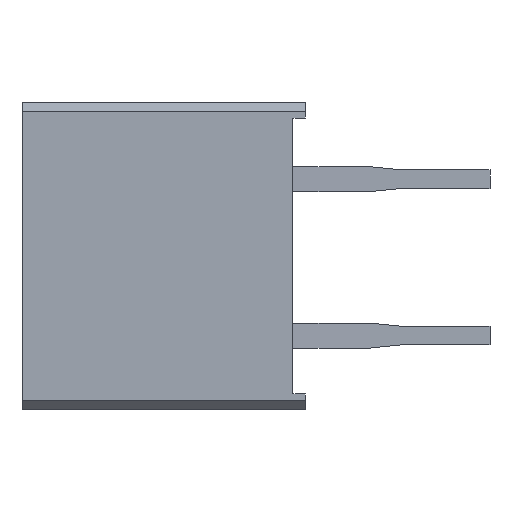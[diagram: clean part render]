
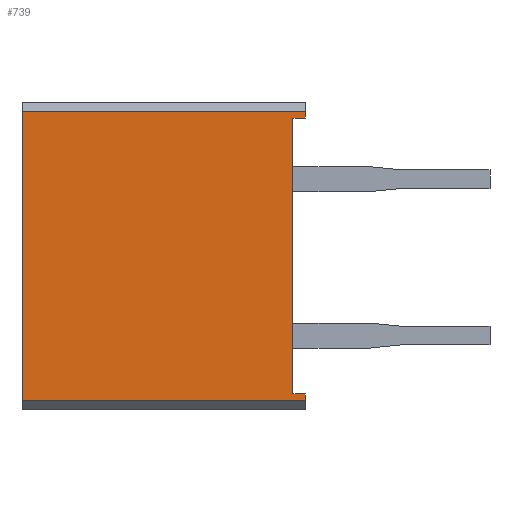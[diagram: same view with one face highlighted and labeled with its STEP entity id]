
A CAD part, left-side view. The second image highlights one B-rep face of the part: STEP entity #739.
In plain terms, the highlighted planar face has unit normal (-1, 0, 0).
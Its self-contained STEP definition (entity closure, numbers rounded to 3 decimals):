
#59=CARTESIAN_POINT('',(0.,0.,-4.74));
#60=VERTEX_POINT('',#59);
#70=CARTESIAN_POINT('',(0.,0.,-4.85));
#71=VERTEX_POINT('',#70);
#72=CARTESIAN_POINT('',(0.,0.,-4.74));
#73=CARTESIAN_POINT('',(0.,0.,-4.762));
#74=CARTESIAN_POINT('',(0.,0.,-4.784));
#75=CARTESIAN_POINT('',(0.,0.,-4.806));
#76=CARTESIAN_POINT('',(0.,0.,-4.828));
#77=CARTESIAN_POINT('',(0.,0.,-4.85));
#78=B_SPLINE_CURVE_WITH_KNOTS('',5,(#72,#73,#74,#75,#76,#77),.UNSPECIFIED.,.F.,.U.,(6,6),(0.,0.11),.UNSPECIFIED.);
#79=EDGE_CURVE('',#60,#71,#78,.T.);
#642=CARTESIAN_POINT('',(0.,0.2,-4.74));
#643=VERTEX_POINT('',#642);
#653=CARTESIAN_POINT('',(0.,0.2,-4.74));
#654=CARTESIAN_POINT('',(0.,0.16,-4.74));
#655=CARTESIAN_POINT('',(0.,0.12,-4.74));
#656=CARTESIAN_POINT('',(0.,0.08,-4.74));
#657=CARTESIAN_POINT('',(0.,0.04,-4.74));
#658=CARTESIAN_POINT('',(0.,0.,-4.74));
#659=B_SPLINE_CURVE_WITH_KNOTS('',5,(#653,#654,#655,#656,#657,#658),.UNSPECIFIED.,.F.,.U.,(6,6),(0.,0.2),.UNSPECIFIED.);
#660=EDGE_CURVE('',#643,#60,#659,.T.);
#666=CARTESIAN_POINT('',(0.,2.3,-2.5));
#667=DIRECTION('',(0.,0.,1.));
#668=DIRECTION('',(-1.,0.,0.));
#669=AXIS2_PLACEMENT_3D('',#666,#668,#667);
#670=PLANE('',#669);
#671=CARTESIAN_POINT('',(0.,4.6,-0.15));
#672=VERTEX_POINT('',#671);
#673=CARTESIAN_POINT('',(0.,4.6,-4.85));
#674=VERTEX_POINT('',#673);
#675=CARTESIAN_POINT('',(0.,4.6,-0.15));
#676=CARTESIAN_POINT('',(0.,4.6,-1.09));
#677=CARTESIAN_POINT('',(0.,4.6,-2.03));
#678=CARTESIAN_POINT('',(0.,4.6,-2.97));
#679=CARTESIAN_POINT('',(0.,4.6,-3.91));
#680=CARTESIAN_POINT('',(0.,4.6,-4.85));
#681=B_SPLINE_CURVE_WITH_KNOTS('',5,(#675,#676,#677,#678,#679,#680),.UNSPECIFIED.,.F.,.U.,(6,6),(0.,4.7),.UNSPECIFIED.);
#682=EDGE_CURVE('',#672,#674,#681,.T.);
#683=ORIENTED_EDGE('',*,*,#682,.T.);
#684=CARTESIAN_POINT('',(0.,4.6,-4.85));
#685=CARTESIAN_POINT('',(0.,3.68,-4.85));
#686=CARTESIAN_POINT('',(0.,2.76,-4.85));
#687=CARTESIAN_POINT('',(0.,1.84,-4.85));
#688=CARTESIAN_POINT('',(0.,0.92,-4.85));
#689=CARTESIAN_POINT('',(0.,0.,-4.85));
#690=B_SPLINE_CURVE_WITH_KNOTS('',5,(#684,#685,#686,#687,#688,#689),.UNSPECIFIED.,.F.,.U.,(6,6),(0.,4.6),.UNSPECIFIED.);
#691=EDGE_CURVE('',#674,#71,#690,.T.);
#692=ORIENTED_EDGE('',*,*,#691,.T.);
#693=ORIENTED_EDGE('',*,*,#79,.F.);
#694=ORIENTED_EDGE('',*,*,#660,.F.);
#695=CARTESIAN_POINT('',(0.,0.2,-0.26));
#696=VERTEX_POINT('',#695);
#697=CARTESIAN_POINT('',(0.,0.2,-4.74));
#698=CARTESIAN_POINT('',(0.,0.2,-3.844));
#699=CARTESIAN_POINT('',(0.,0.2,-2.948));
#700=CARTESIAN_POINT('',(0.,0.2,-2.052));
#701=CARTESIAN_POINT('',(0.,0.2,-1.156));
#702=CARTESIAN_POINT('',(0.,0.2,-0.26));
#703=B_SPLINE_CURVE_WITH_KNOTS('',5,(#697,#698,#699,#700,#701,#702),.UNSPECIFIED.,.F.,.U.,(6,6),(0.,4.48),.UNSPECIFIED.);
#704=EDGE_CURVE('',#643,#696,#703,.T.);
#705=ORIENTED_EDGE('',*,*,#704,.T.);
#706=CARTESIAN_POINT('',(0.,0.,-0.26));
#707=VERTEX_POINT('',#706);
#708=CARTESIAN_POINT('',(0.,0.2,-0.26));
#709=CARTESIAN_POINT('',(0.,0.16,-0.26));
#710=CARTESIAN_POINT('',(0.,0.12,-0.26));
#711=CARTESIAN_POINT('',(0.,0.08,-0.26));
#712=CARTESIAN_POINT('',(0.,0.04,-0.26));
#713=CARTESIAN_POINT('',(0.,0.,-0.26));
#714=B_SPLINE_CURVE_WITH_KNOTS('',5,(#708,#709,#710,#711,#712,#713),.UNSPECIFIED.,.F.,.U.,(6,6),(0.,0.2),.UNSPECIFIED.);
#715=EDGE_CURVE('',#696,#707,#714,.T.);
#716=ORIENTED_EDGE('',*,*,#715,.T.);
#717=CARTESIAN_POINT('',(0.,0.,-0.15));
#718=VERTEX_POINT('',#717);
#719=CARTESIAN_POINT('',(0.,0.,-0.26));
#720=CARTESIAN_POINT('',(0.,0.,-0.238));
#721=CARTESIAN_POINT('',(0.,0.,-0.216));
#722=CARTESIAN_POINT('',(0.,0.,-0.194));
#723=CARTESIAN_POINT('',(0.,0.,-0.172));
#724=CARTESIAN_POINT('',(0.,0.,-0.15));
#725=B_SPLINE_CURVE_WITH_KNOTS('',5,(#719,#720,#721,#722,#723,#724),.UNSPECIFIED.,.F.,.U.,(6,6),(0.,0.11),.UNSPECIFIED.);
#726=EDGE_CURVE('',#707,#718,#725,.T.);
#727=ORIENTED_EDGE('',*,*,#726,.T.);
#728=CARTESIAN_POINT('',(0.,0.,-0.15));
#729=CARTESIAN_POINT('',(0.,0.92,-0.15));
#730=CARTESIAN_POINT('',(0.,1.84,-0.15));
#731=CARTESIAN_POINT('',(0.,2.76,-0.15));
#732=CARTESIAN_POINT('',(0.,3.68,-0.15));
#733=CARTESIAN_POINT('',(0.,4.6,-0.15));
#734=B_SPLINE_CURVE_WITH_KNOTS('',5,(#728,#729,#730,#731,#732,#733),.UNSPECIFIED.,.F.,.U.,(6,6),(0.,4.6),.UNSPECIFIED.);
#735=EDGE_CURVE('',#718,#672,#734,.T.);
#736=ORIENTED_EDGE('',*,*,#735,.T.);
#737=EDGE_LOOP('',(#683,#692,#693,#694,#705,#716,#727,#736));
#738=FACE_OUTER_BOUND('',#737,.T.);
#739=ADVANCED_FACE('',(#738),#670,.T.);
